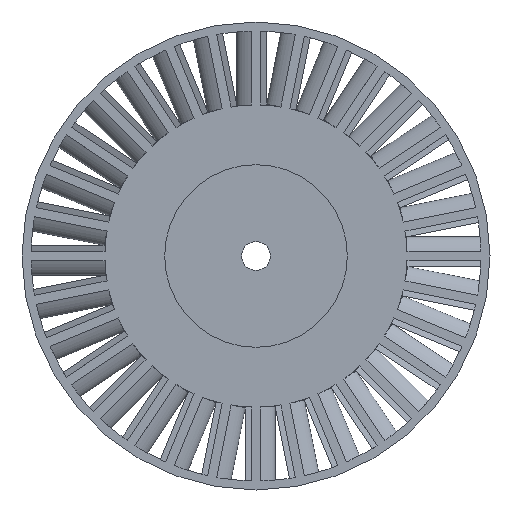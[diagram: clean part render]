
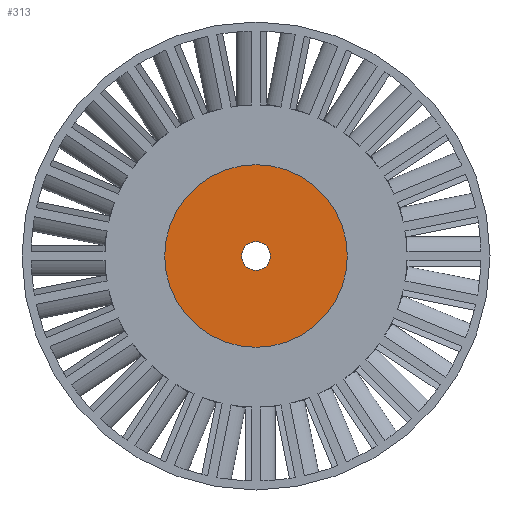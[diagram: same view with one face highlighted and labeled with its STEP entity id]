
A CAD part, front view. The second image highlights one B-rep face of the part: STEP entity #313.
In plain terms, the highlighted planar face has unit normal (0, -1, 0).
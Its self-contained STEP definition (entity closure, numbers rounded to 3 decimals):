
#76 = DIRECTION ( 'NONE',  ( 0., 0., 1. ) ) ;
#167 = VERTEX_POINT ( 'NONE', #597 ) ;
#220 = EDGE_CURVE ( 'NONE', #4426, #3700, #4349, .T. ) ;
#270 = CIRCLE ( 'NONE', #3031, 5. ) ;
#296 = CARTESIAN_POINT ( 'NONE',  ( 0., -9.525, -5. ) ) ;
#300 = CARTESIAN_POINT ( 'NONE',  ( 0., -9.525, 0. ) ) ;
#313 = ADVANCED_FACE ( 'NONE', ( #1318, #2609 ), #908, .F. ) ;
#554 = VERTEX_POINT ( 'NONE', #2365 ) ;
#597 = CARTESIAN_POINT ( 'NONE',  ( 0., -9.525, 31.75 ) ) ;
#622 = AXIS2_PLACEMENT_3D ( 'NONE', #3552, #3575, #5256 ) ;
#784 = DIRECTION ( 'NONE',  ( 0., 1., 0. ) ) ;
#908 = PLANE ( 'NONE',  #3209 ) ;
#977 = AXIS2_PLACEMENT_3D ( 'NONE', #2651, #3264, #1143 ) ;
#1143 = DIRECTION ( 'NONE',  ( 0., 0., 1. ) ) ;
#1318 = FACE_OUTER_BOUND ( 'NONE', #5078, .T. ) ;
#1732 = EDGE_CURVE ( 'NONE', #167, #554, #1820, .T. ) ;
#1820 = CIRCLE ( 'NONE', #3222, 31.75 ) ;
#1891 = CIRCLE ( 'NONE', #977, 31.75 ) ;
#2365 = CARTESIAN_POINT ( 'NONE',  ( 0., -9.525, -31.75 ) ) ;
#2438 = DIRECTION ( 'NONE',  ( 0., 0., 1. ) ) ;
#2541 = EDGE_CURVE ( 'NONE', #554, #167, #1891, .T. ) ;
#2609 = FACE_BOUND ( 'NONE', #3392, .T. ) ;
#2640 = CARTESIAN_POINT ( 'NONE',  ( 0., -9.525, 0. ) ) ;
#2651 = CARTESIAN_POINT ( 'NONE',  ( 0., -9.525, 0. ) ) ;
#2696 = ORIENTED_EDGE ( 'NONE', *, *, #2541, .F. ) ;
#2731 = DIRECTION ( 'NONE',  ( 0., 0., 1. ) ) ;
#2955 = CARTESIAN_POINT ( 'NONE',  ( 0., -9.525, 0. ) ) ;
#3031 = AXIS2_PLACEMENT_3D ( 'NONE', #2955, #784, #2438 ) ;
#3209 = AXIS2_PLACEMENT_3D ( 'NONE', #2640, #3875, #76 ) ;
#3222 = AXIS2_PLACEMENT_3D ( 'NONE', #300, #4945, #2731 ) ;
#3264 = DIRECTION ( 'NONE',  ( 0., 1., 0. ) ) ;
#3392 = EDGE_LOOP ( 'NONE', ( #4290, #4135 ) ) ;
#3552 = CARTESIAN_POINT ( 'NONE',  ( 0., -9.525, 0. ) ) ;
#3575 = DIRECTION ( 'NONE',  ( 0., 1., 0. ) ) ;
#3608 = EDGE_CURVE ( 'NONE', #3700, #4426, #270, .T. ) ;
#3700 = VERTEX_POINT ( 'NONE', #4778 ) ;
#3875 = DIRECTION ( 'NONE',  ( 0., 1., 0. ) ) ;
#4135 = ORIENTED_EDGE ( 'NONE', *, *, #3608, .T. ) ;
#4290 = ORIENTED_EDGE ( 'NONE', *, *, #220, .T. ) ;
#4349 = CIRCLE ( 'NONE', #622, 5. ) ;
#4426 = VERTEX_POINT ( 'NONE', #296 ) ;
#4778 = CARTESIAN_POINT ( 'NONE',  ( 0., -9.525, 5. ) ) ;
#4945 = DIRECTION ( 'NONE',  ( 0., 1., 0. ) ) ;
#5078 = EDGE_LOOP ( 'NONE', ( #2696, #5123 ) ) ;
#5123 = ORIENTED_EDGE ( 'NONE', *, *, #1732, .F. ) ;
#5256 = DIRECTION ( 'NONE',  ( 0., 0., 1. ) ) ;
